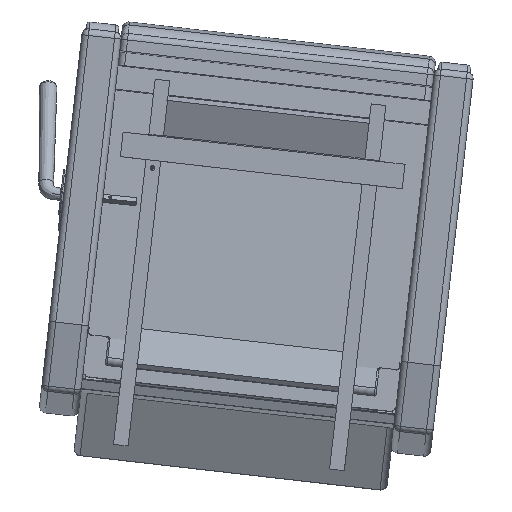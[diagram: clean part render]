
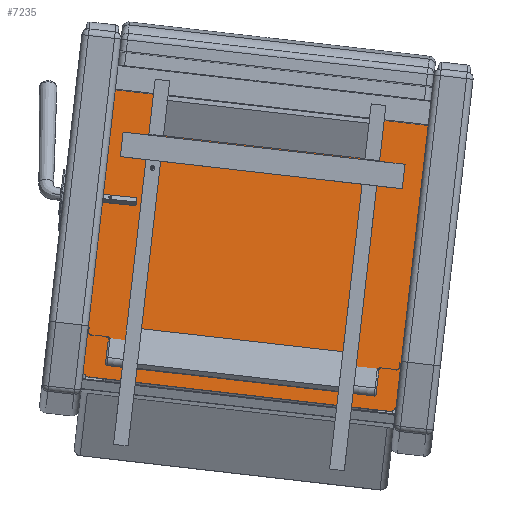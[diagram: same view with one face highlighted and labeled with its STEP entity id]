
A CAD part, front view. The second image highlights one B-rep face of the part: STEP entity #7235.
In plain terms, the highlighted face is planar.
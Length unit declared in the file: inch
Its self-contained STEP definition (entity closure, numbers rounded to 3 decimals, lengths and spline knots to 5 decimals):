
#274=PLANE('',#7992);
#677=LINE('',#11688,#1216);
#694=LINE('',#11799,#1233);
#695=LINE('',#11801,#1234);
#696=LINE('',#11802,#1235);
#1216=VECTOR('',#9218,0.3937);
#1233=VECTOR('',#9313,0.3937);
#1234=VECTOR('',#9314,0.3937);
#1235=VECTOR('',#9315,0.3937);
#1952=FACE_OUTER_BOUND('',#2440,.T.);
#2440=EDGE_LOOP('',(#5434,#5435,#5436,#5437,#5438,#5439));
#2917=CIRCLE('',#7928,0.5);
#2942=CIRCLE('',#7973,0.5);
#3349=VERTEX_POINT('',#11636);
#3350=VERTEX_POINT('',#11638);
#3366=VERTEX_POINT('',#11686);
#3379=VERTEX_POINT('',#11768);
#3386=VERTEX_POINT('',#11798);
#3387=VERTEX_POINT('',#11800);
#4077=EDGE_CURVE('',#3349,#3350,#2917,.T.);
#4102=EDGE_CURVE('',#3349,#3366,#677,.T.);
#4126=EDGE_CURVE('',#3379,#3366,#2942,.T.);
#4140=EDGE_CURVE('',#3386,#3379,#694,.T.);
#4141=EDGE_CURVE('',#3387,#3386,#695,.T.);
#4142=EDGE_CURVE('',#3387,#3350,#696,.T.);
#5434=ORIENTED_EDGE('',*,*,#4077,.F.);
#5435=ORIENTED_EDGE('',*,*,#4102,.T.);
#5436=ORIENTED_EDGE('',*,*,#4126,.F.);
#5437=ORIENTED_EDGE('',*,*,#4140,.F.);
#5438=ORIENTED_EDGE('',*,*,#4141,.F.);
#5439=ORIENTED_EDGE('',*,*,#4142,.T.);
#7235=ADVANCED_FACE('',(#1952),#274,.T.);
#7928=AXIS2_PLACEMENT_3D('',#11639,#9159,#9160);
#7973=AXIS2_PLACEMENT_3D('',#11770,#9271,#9272);
#7992=AXIS2_PLACEMENT_3D('',#11797,#9311,#9312);
#9159=DIRECTION('center_axis',(0.,1.,0.));
#9160=DIRECTION('ref_axis',(-0.707,0.,-0.707));
#9218=DIRECTION('',(1.,0.,0.));
#9271=DIRECTION('center_axis',(0.,1.,0.));
#9272=DIRECTION('ref_axis',(0.707,0.,-0.707));
#9311=DIRECTION('center_axis',(0.,-1.,0.));
#9312=DIRECTION('ref_axis',(0.,0.,-1.));
#9313=DIRECTION('',(0.,0.,-1.));
#9314=DIRECTION('',(1.,0.,0.));
#9315=DIRECTION('',(0.,0.,-1.));
#11636=CARTESIAN_POINT('',(0.5,0.,0.));
#11638=CARTESIAN_POINT('',(0.,0.,0.5));
#11639=CARTESIAN_POINT('Origin',(0.5,0.,0.5));
#11686=CARTESIAN_POINT('',(23.5,0.,0.));
#11688=CARTESIAN_POINT('',(0.,0.,0.));
#11768=CARTESIAN_POINT('',(24.,0.,0.5));
#11770=CARTESIAN_POINT('Origin',(23.5,0.,0.5));
#11797=CARTESIAN_POINT('Origin',(0.,0.,22.));
#11798=CARTESIAN_POINT('',(24.,0.,22.));
#11799=CARTESIAN_POINT('',(24.,0.,22.));
#11800=CARTESIAN_POINT('',(0.,0.,22.));
#11801=CARTESIAN_POINT('',(0.,0.,22.));
#11802=CARTESIAN_POINT('',(0.,0.,22.));
